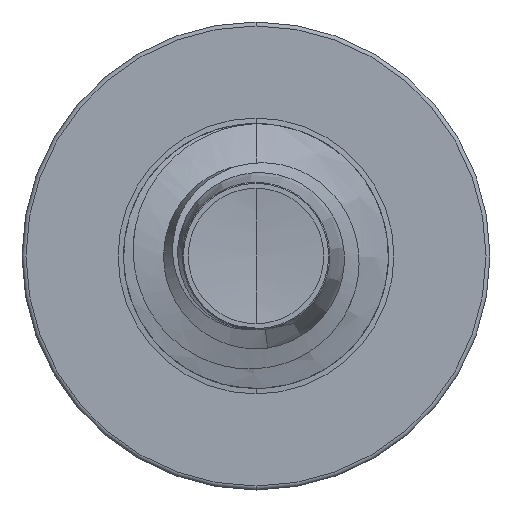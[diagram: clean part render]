
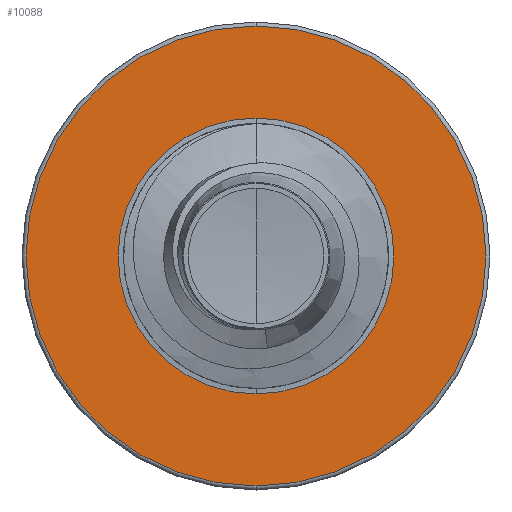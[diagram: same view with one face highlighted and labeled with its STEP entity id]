
A CAD part, front view. The second image highlights one B-rep face of the part: STEP entity #10088.
In plain terms, the highlighted planar face has unit normal (0, -1, 0).
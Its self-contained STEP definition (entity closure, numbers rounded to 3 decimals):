
#335 = DIRECTION ( 'NONE',  ( 0., 0., 1. ) ) ;
#669 = DIRECTION ( 'NONE',  ( 0., 1., 0. ) ) ;
#1474 = EDGE_CURVE ( 'NONE', #12343, #13256, #5410, .T. ) ;
#1521 = CARTESIAN_POINT ( 'NONE',  ( 0., 9., -1.562 ) ) ;
#1730 = VERTEX_POINT ( 'NONE', #1521 ) ;
#2445 = AXIS2_PLACEMENT_3D ( 'NONE', #10092, #13910, #5551 ) ;
#2932 = DIRECTION ( 'NONE',  ( 0., 0., 1. ) ) ;
#2936 = DIRECTION ( 'NONE',  ( 0., 1., 0. ) ) ;
#2982 = CARTESIAN_POINT ( 'NONE',  ( 0., 9., 0. ) ) ;
#4597 = FACE_BOUND ( 'NONE', #11748, .T. ) ;
#4843 = ORIENTED_EDGE ( 'NONE', *, *, #17995, .F. ) ;
#4896 = VERTEX_POINT ( 'NONE', #10027 ) ;
#5031 = AXIS2_PLACEMENT_3D ( 'NONE', #2982, #2936, #2932 ) ;
#5282 = CARTESIAN_POINT ( 'NONE',  ( 0., 9., 0. ) ) ;
#5329 = CIRCLE ( 'NONE', #5431, 2.605 ) ;
#5410 = CIRCLE ( 'NONE', #5031, 2.605 ) ;
#5431 = AXIS2_PLACEMENT_3D ( 'NONE', #17494, #10449, #335 ) ;
#5551 = DIRECTION ( 'NONE',  ( 0., 0., 1. ) ) ;
#5964 = AXIS2_PLACEMENT_3D ( 'NONE', #10673, #669, #11985 ) ;
#6926 = DIRECTION ( 'NONE',  ( 0., 0., 1. ) ) ;
#8170 = ORIENTED_EDGE ( 'NONE', *, *, #1474, .F. ) ;
#8862 = FACE_OUTER_BOUND ( 'NONE', #12209, .T. ) ;
#10027 = CARTESIAN_POINT ( 'NONE',  ( 0., 9., 1.562 ) ) ;
#10088 = ADVANCED_FACE ( 'NONE', ( #8862, #4597 ), #12718, .F. ) ;
#10092 = CARTESIAN_POINT ( 'NONE',  ( 0., 9., -1.562 ) ) ;
#10449 = DIRECTION ( 'NONE',  ( 0., 1., 0. ) ) ;
#10480 = CARTESIAN_POINT ( 'NONE',  ( 0., 9., -2.605 ) ) ;
#10673 = CARTESIAN_POINT ( 'NONE',  ( 0., 9., 0. ) ) ;
#11748 = EDGE_LOOP ( 'NONE', ( #11952, #14347 ) ) ;
#11952 = ORIENTED_EDGE ( 'NONE', *, *, #12262, .T. ) ;
#11985 = DIRECTION ( 'NONE',  ( 0., 0., 1. ) ) ;
#12209 = EDGE_LOOP ( 'NONE', ( #8170, #4843 ) ) ;
#12262 = EDGE_CURVE ( 'NONE', #4896, #1730, #12648, .T. ) ;
#12343 = VERTEX_POINT ( 'NONE', #16701 ) ;
#12648 = CIRCLE ( 'NONE', #5964, 1.562 ) ;
#12718 = PLANE ( 'NONE',  #2445 ) ;
#12789 = EDGE_CURVE ( 'NONE', #1730, #4896, #14316, .T. ) ;
#13256 = VERTEX_POINT ( 'NONE', #10480 ) ;
#13471 = AXIS2_PLACEMENT_3D ( 'NONE', #5282, #14902, #6926 ) ;
#13910 = DIRECTION ( 'NONE',  ( 0., 1., 0. ) ) ;
#14316 = CIRCLE ( 'NONE', #13471, 1.562 ) ;
#14347 = ORIENTED_EDGE ( 'NONE', *, *, #12789, .T. ) ;
#14902 = DIRECTION ( 'NONE',  ( 0., 1., 0. ) ) ;
#16701 = CARTESIAN_POINT ( 'NONE',  ( 0., 9., 2.605 ) ) ;
#17494 = CARTESIAN_POINT ( 'NONE',  ( 0., 9., 0. ) ) ;
#17995 = EDGE_CURVE ( 'NONE', #13256, #12343, #5329, .T. ) ;
